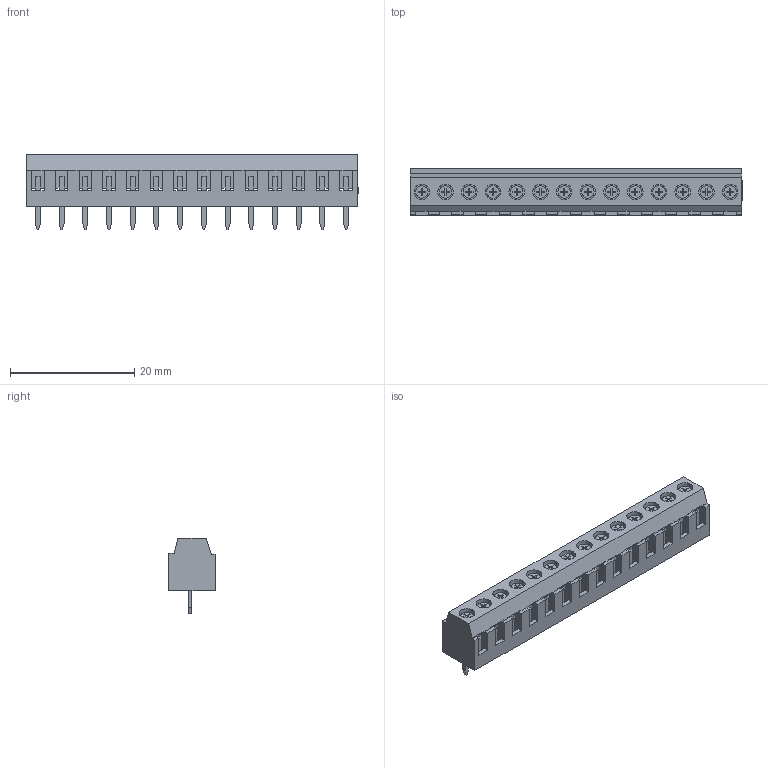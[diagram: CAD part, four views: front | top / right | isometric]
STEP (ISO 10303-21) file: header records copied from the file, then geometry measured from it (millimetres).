
FILE_DESCRIPTION (( 'STEP AP214' ), '1' );
FILE_NAME ('CONN-TH_14P-P3.81_DB125-3.81-14P-GN-S.step', '2022-08-03T14:48:53', ( '' ), ( '' ), 'SwSTEP 2.0', 'SolidWorks 2020', '' );
FILE_SCHEMA (( 'AUTOMOTIVE_DESIGN' ));
Length unit declared in the file: millimetre
Products named in the file (1): CONN-TH_14P-P3.81_DB125-3.81-14P-GN-S
Bounding box: 53.34 x 7.4 x 12.2 mm (x, y, z)
Volume: 2323 mm3; surface area: 5418.6 mm2
Topology: 27 solids, 27 shells, 1148 faces, 2967 edges, 1950 vertices
Faces by surface type: plane 980, bspline 112, cylinder 56
Entity records: 47948 total; most frequent: CARTESIAN_POINT 8170, ORIENTED_EDGE 5934, DIRECTION 4925, EDGE_CURVE 2967, LINE 2627, VECTOR 2627, VERTEX_POINT 1950, EDGE_LOOP 1293
